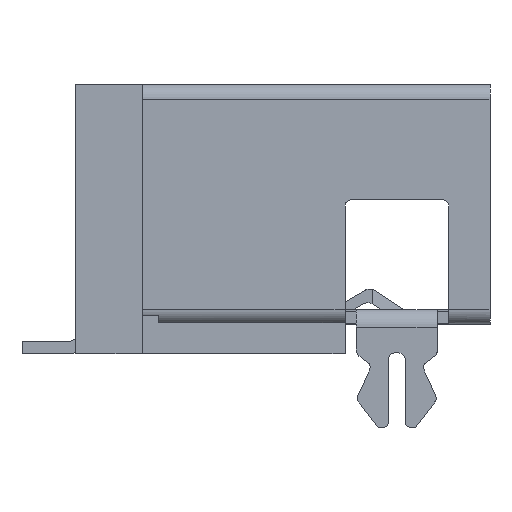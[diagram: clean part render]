
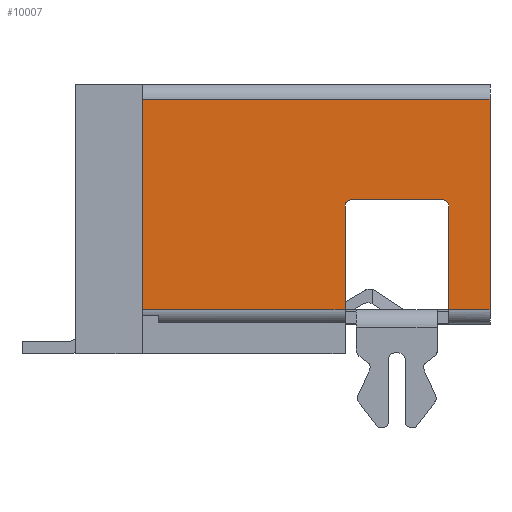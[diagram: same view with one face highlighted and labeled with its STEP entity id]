
A CAD part, front view. The second image highlights one B-rep face of the part: STEP entity #10007.
In plain terms, the highlighted planar face has unit normal (0, -1, 0).
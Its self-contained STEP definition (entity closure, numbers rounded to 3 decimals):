
#930 = CARTESIAN_POINT ( 'NONE',  ( 3.534, -3.858, 3.566 ) ) ;
#931 = DIRECTION ( 'NONE',  ( 0., 0., -1. ) ) ;
#1132 = CARTESIAN_POINT ( 'NONE',  ( 7.034, -3.858, 6.15 ) ) ;
#1134 = CARTESIAN_POINT ( 'NONE',  ( -1.946, -3.858, 6.15 ) ) ;
#1135 = DIRECTION ( 'NONE',  ( 0., 0., -1. ) ) ;
#1138 = CARTESIAN_POINT ( 'NONE',  ( 6.034, -3.858, 6.15 ) ) ;
#1139 = DIRECTION ( 'NONE',  ( 0., 0., 1. ) ) ;
#1141 = DIRECTION ( 'NONE',  ( 1., 0., 0. ) ) ;
#1148 = CARTESIAN_POINT ( 'NONE',  ( 3.684, -3.858, 3.566 ) ) ;
#1155 = CARTESIAN_POINT ( 'NONE',  ( 3.684, -3.858, 3.716 ) ) ;
#1158 = DIRECTION ( 'NONE',  ( 0., -1., 0. ) ) ;
#1159 = DIRECTION ( 'NONE',  ( 0., 0., -1. ) ) ;
#1161 = DIRECTION ( 'NONE',  ( -1., 0., 0. ) ) ;
#1162 = CARTESIAN_POINT ( 'NONE',  ( 5.884, -3.858, 3.566 ) ) ;
#1163 = DIRECTION ( 'NONE',  ( 0., -1., 0. ) ) ;
#1164 = DIRECTION ( 'NONE',  ( 0., 0., -1. ) ) ;
#1569 = LINE ( 'NONE', #930, #1570 ) ;
#1570 = VECTOR ( 'NONE', #931, 1000. ) ;
#1730 = LINE ( 'NONE', #1132, #1745 ) ;
#1734 = LINE ( 'NONE', #1134, #1750 ) ;
#1745 = VECTOR ( 'NONE', #1135, 1000. ) ;
#1748 = LINE ( 'NONE', #1138, #1749 ) ;
#1749 = VECTOR ( 'NONE', #1139, 1000. ) ;
#1750 = VECTOR ( 'NONE', #1141, 1000. ) ;
#1752 = VECTOR ( 'NONE', #1161, 1000. ) ;
#1761 = LINE ( 'NONE', #1155, #1752 ) ;
#1762 = CIRCLE ( 'NONE', #8838, 0.15 ) ;
#1765 = CIRCLE ( 'NONE', #8839, 0.15 ) ;
#3501 = CARTESIAN_POINT ( 'NONE',  ( -1.946, -3.858, 6.15 ) ) ;
#3502 = DIRECTION ( 'NONE',  ( 0., 0., -1. ) ) ;
#3503 = CARTESIAN_POINT ( 'NONE',  ( -1.946, -3.858, 1.066 ) ) ;
#3504 = DIRECTION ( 'NONE',  ( 1., 0., 0. ) ) ;
#3956 = LINE ( 'NONE', #3501, #3972 ) ;
#3972 = VECTOR ( 'NONE', #3502, 1000. ) ;
#3976 = LINE ( 'NONE', #3503, #3977 ) ;
#3977 = VECTOR ( 'NONE', #3504, 1000. ) ;
#6046 = CARTESIAN_POINT ( 'NONE',  ( -1.946, -3.858, 6.15 ) ) ;
#6054 = PLANE ( 'NONE',  #13608 ) ;
#6066 = DIRECTION ( 'NONE',  ( 0., -1., 0. ) ) ;
#6067 = DIRECTION ( 'NONE',  ( 0., 0., -1. ) ) ;
#6796 = EDGE_LOOP ( 'NONE', ( #7470, #7469, #7468, #7467, #7466, #7465, #7464, #7463, #7462, #7461 ) ) ;
#7461 = ORIENTED_EDGE ( 'NONE', *, *, #14956, .F. ) ;
#7462 = ORIENTED_EDGE ( 'NONE', *, *, #14955, .F. ) ;
#7463 = ORIENTED_EDGE ( 'NONE', *, *, #14954, .F. ) ;
#7464 = ORIENTED_EDGE ( 'NONE', *, *, #14849, .F. ) ;
#7465 = ORIENTED_EDGE ( 'NONE', *, *, #8230, .T. ) ;
#7466 = ORIENTED_EDGE ( 'NONE', *, *, #15780, .T. ) ;
#7467 = ORIENTED_EDGE ( 'NONE', *, *, #14947, .F. ) ;
#7468 = ORIENTED_EDGE ( 'NONE', *, *, #14944, .F. ) ;
#7469 = ORIENTED_EDGE ( 'NONE', *, *, #15781, .T. ) ;
#7470 = ORIENTED_EDGE ( 'NONE', *, *, #14946, .F. ) ;
#8230 = EDGE_CURVE ( 'NONE', #10486, #10658, #13993, .T. ) ;
#8838 = AXIS2_PLACEMENT_3D ( 'NONE', #1148, #1158, #1159 ) ;
#8839 = AXIS2_PLACEMENT_3D ( 'NONE', #1162, #1163, #1164 ) ;
#10007 = ADVANCED_FACE ( 'NONE', ( #12608 ), #6054, .T. ) ;
#10181 = VERTEX_POINT ( 'NONE', #11449 ) ;
#10257 = VERTEX_POINT ( 'NONE', #11525 ) ;
#10264 = VERTEX_POINT ( 'NONE', #11532 ) ;
#10272 = VERTEX_POINT ( 'NONE', #11540 ) ;
#10390 = VERTEX_POINT ( 'NONE', #11658 ) ;
#10402 = VERTEX_POINT ( 'NONE', #11670 ) ;
#10405 = VERTEX_POINT ( 'NONE', #11673 ) ;
#10432 = VERTEX_POINT ( 'NONE', #11700 ) ;
#10486 = VERTEX_POINT ( 'NONE', #11754 ) ;
#10658 = VERTEX_POINT ( 'NONE', #11926 ) ;
#11449 = CARTESIAN_POINT ( 'NONE',  ( 3.534, -3.858, 3.566 ) ) ;
#11525 = CARTESIAN_POINT ( 'NONE',  ( 3.684, -3.858, 3.716 ) ) ;
#11532 = CARTESIAN_POINT ( 'NONE',  ( 6.034, -3.858, 1.066 ) ) ;
#11540 = CARTESIAN_POINT ( 'NONE',  ( 7.034, -3.858, 1.066 ) ) ;
#11658 = CARTESIAN_POINT ( 'NONE',  ( 7.034, -3.858, 6.15 ) ) ;
#11670 = CARTESIAN_POINT ( 'NONE',  ( 6.034, -3.858, 3.566 ) ) ;
#11673 = CARTESIAN_POINT ( 'NONE',  ( -1.946, -3.858, 6.15 ) ) ;
#11700 = CARTESIAN_POINT ( 'NONE',  ( 5.884, -3.858, 3.716 ) ) ;
#11754 = CARTESIAN_POINT ( 'NONE',  ( -1.946, -3.858, 1.066 ) ) ;
#11926 = CARTESIAN_POINT ( 'NONE',  ( 3.534, -3.858, 1.066 ) ) ;
#12608 = FACE_OUTER_BOUND ( 'NONE', #6796, .T. ) ;
#13162 = DIRECTION ( 'NONE',  ( 1., 0., 0. ) ) ;
#13163 = CARTESIAN_POINT ( 'NONE',  ( -1.946, -3.858, 1.066 ) ) ;
#13608 = AXIS2_PLACEMENT_3D ( 'NONE', #6046, #6066, #6067 ) ;
#13993 = LINE ( 'NONE', #13163, #13994 ) ;
#13994 = VECTOR ( 'NONE', #13162, 1000. ) ;
#14849 = EDGE_CURVE ( 'NONE', #10181, #10658, #1569, .T. ) ;
#14944 = EDGE_CURVE ( 'NONE', #10390, #10272, #1730, .T. ) ;
#14946 = EDGE_CURVE ( 'NONE', #10264, #10402, #1748, .T. ) ;
#14947 = EDGE_CURVE ( 'NONE', #10405, #10390, #1734, .T. ) ;
#14954 = EDGE_CURVE ( 'NONE', #10257, #10181, #1762, .T. ) ;
#14955 = EDGE_CURVE ( 'NONE', #10432, #10257, #1761, .T. ) ;
#14956 = EDGE_CURVE ( 'NONE', #10402, #10432, #1765, .T. ) ;
#15780 = EDGE_CURVE ( 'NONE', #10405, #10486, #3956, .T. ) ;
#15781 = EDGE_CURVE ( 'NONE', #10264, #10272, #3976, .T. ) ;
